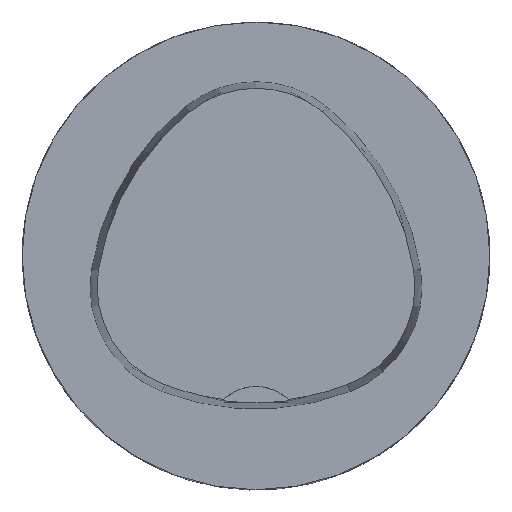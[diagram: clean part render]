
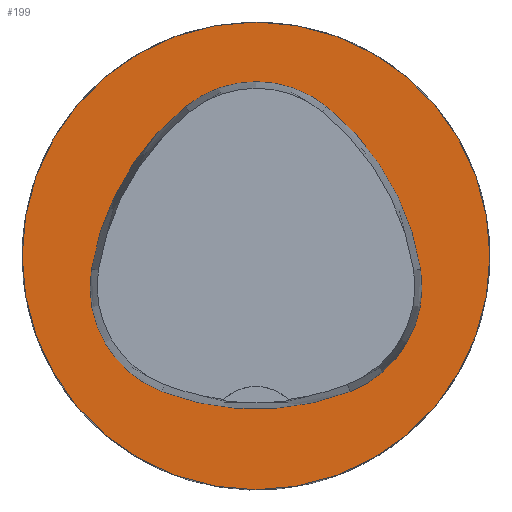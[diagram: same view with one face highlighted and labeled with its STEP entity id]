
A CAD part, top view. The second image highlights one B-rep face of the part: STEP entity #199.
In plain terms, the highlighted planar face has unit normal (0, 0, 1).
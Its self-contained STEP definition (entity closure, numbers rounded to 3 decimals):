
#60=CIRCLE('',#881,25.);
#63=CIRCLE('',#910,28.);
#65=CIRCLE('',#913,12.);
#67=CIRCLE('',#916,28.);
#69=CIRCLE('',#919,12.);
#73=CIRCLE('',#924,28.);
#75=CIRCLE('',#927,12.);
#115=FACE_BOUND('',#328,.T.);
#116=FACE_BOUND('',#329,.T.);
#199=ADVANCED_FACE('',(#115,#116),#244,.T.);
#244=PLANE('',#932);
#328=EDGE_LOOP('',(#516,#517,#518,#519,#520,#521));
#329=EDGE_LOOP('',(#522));
#516=ORIENTED_EDGE('',*,*,#728,.T.);
#517=ORIENTED_EDGE('',*,*,#708,.T.);
#518=ORIENTED_EDGE('',*,*,#712,.T.);
#519=ORIENTED_EDGE('',*,*,#715,.T.);
#520=ORIENTED_EDGE('',*,*,#718,.T.);
#521=ORIENTED_EDGE('',*,*,#726,.T.);
#522=ORIENTED_EDGE('',*,*,#683,.F.);
#607=VERTEX_POINT('',#1365);
#616=VERTEX_POINT('',#1421);
#617=VERTEX_POINT('',#1422);
#620=VERTEX_POINT('',#1430);
#622=VERTEX_POINT('',#1436);
#624=VERTEX_POINT('',#1442);
#631=VERTEX_POINT('',#1463);
#683=EDGE_CURVE('',#607,#607,#60,.T.);
#708=EDGE_CURVE('',#616,#617,#63,.T.);
#712=EDGE_CURVE('',#617,#620,#65,.T.);
#715=EDGE_CURVE('',#620,#622,#67,.T.);
#718=EDGE_CURVE('',#622,#624,#69,.T.);
#726=EDGE_CURVE('',#624,#631,#73,.T.);
#728=EDGE_CURVE('',#631,#616,#75,.T.);
#881=AXIS2_PLACEMENT_3D('',#1364,#1025,#1026);
#910=AXIS2_PLACEMENT_3D('',#1420,#1101,#1102);
#913=AXIS2_PLACEMENT_3D('',#1429,#1109,#1110);
#916=AXIS2_PLACEMENT_3D('',#1435,#1116,#1117);
#919=AXIS2_PLACEMENT_3D('',#1441,#1123,#1124);
#924=AXIS2_PLACEMENT_3D('',#1464,#1135,#1136);
#927=AXIS2_PLACEMENT_3D('',#1467,#1141,#1142);
#932=AXIS2_PLACEMENT_3D('',#1472,#1151,#1152);
#1025=DIRECTION('',(0.,0.,-1.));
#1026=DIRECTION('',(-1.,0.,0.));
#1101=DIRECTION('',(0.,0.,-1.));
#1102=DIRECTION('',(-1.,0.,0.));
#1109=DIRECTION('',(0.,0.,-1.));
#1110=DIRECTION('',(-1.,0.,0.));
#1116=DIRECTION('',(0.,0.,-1.));
#1117=DIRECTION('',(-1.,0.,0.));
#1123=DIRECTION('',(0.,0.,-1.));
#1124=DIRECTION('',(-1.,0.,0.));
#1135=DIRECTION('',(0.,0.,-1.));
#1136=DIRECTION('',(-1.,0.,0.));
#1141=DIRECTION('',(0.,0.,-1.));
#1142=DIRECTION('',(-1.,0.,0.));
#1151=DIRECTION('',(0.,0.,1.));
#1152=DIRECTION('',(1.,0.,0.));
#1364=CARTESIAN_POINT('',(0.,0.,0.));
#1365=CARTESIAN_POINT('',(-25.,0.,0.));
#1420=CARTESIAN_POINT('',(10.068,-5.824,0.));
#1421=CARTESIAN_POINT('',(-17.584,-1.424,0.));
#1422=CARTESIAN_POINT('',(-7.531,15.953,0.));
#1429=CARTESIAN_POINT('',(0.011,6.62,0.));
#1430=CARTESIAN_POINT('',(7.567,15.942,0.));
#1435=CARTESIAN_POINT('',(-10.063,-5.81,0.));
#1436=CARTESIAN_POINT('',(17.59,-1.418,0.));
#1441=CARTESIAN_POINT('',(5.739,-3.3,0.));
#1442=CARTESIAN_POINT('',(10.05,-14.499,0.));
#1463=CARTESIAN_POINT('',(-10.025,-14.516,0.));
#1464=CARTESIAN_POINT('',(-0.01,11.631,0.));
#1467=CARTESIAN_POINT('',(-5.733,-3.31,0.));
#1472=CARTESIAN_POINT('',(0.,0.,0.));
